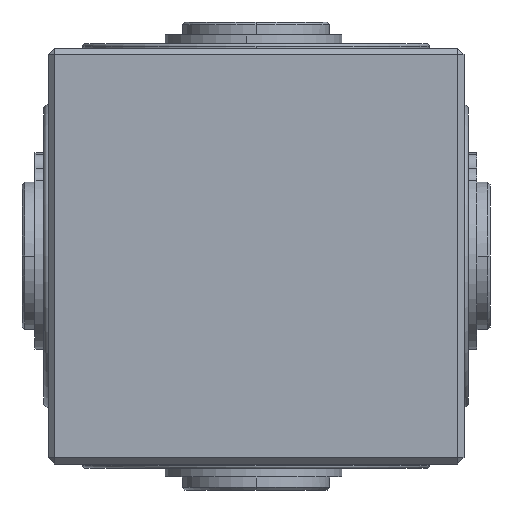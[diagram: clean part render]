
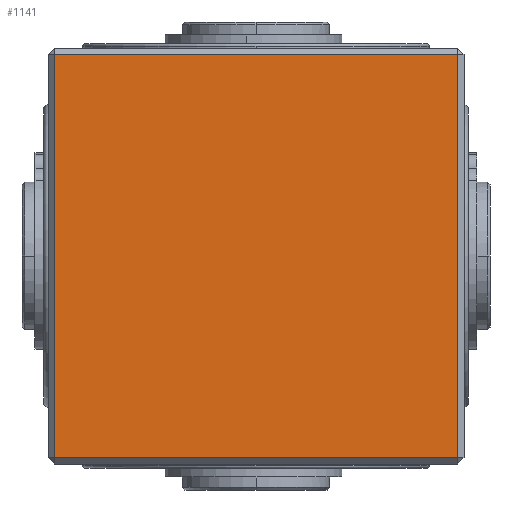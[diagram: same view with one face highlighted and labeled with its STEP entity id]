
A CAD part, front view. The second image highlights one B-rep face of the part: STEP entity #1141.
In plain terms, the highlighted planar face has unit normal (0, -1, 0).
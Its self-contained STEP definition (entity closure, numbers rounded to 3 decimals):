
#1141=ADVANCED_FACE('',(#2352),#2353,.T.);
#2352=FACE_OUTER_BOUND('',#4560,.T.);
#2353=PLANE('',#4561);
#4560=EDGE_LOOP('',(#7569,#7570,#7571,#7572));
#4561=AXIS2_PLACEMENT_3D('',#7573,#7574,#7575);
#7569=ORIENTED_EDGE('',*,*,#8859,.F.);
#7570=ORIENTED_EDGE('',*,*,#8866,.F.);
#7571=ORIENTED_EDGE('',*,*,#8864,.F.);
#7572=ORIENTED_EDGE('',*,*,#8861,.F.);
#7573=CARTESIAN_POINT('',(24.0,-54.0,0.0));
#7574=DIRECTION('',(0.0,-1.0,0.0));
#7575=DIRECTION('',(0.0,0.0,-1.0));
#8859=EDGE_CURVE('',#10418,#10433,#10464,.T.);
#8861=EDGE_CURVE('',#10433,#10423,#10466,.T.);
#8864=EDGE_CURVE('',#10423,#10414,#10469,.T.);
#8866=EDGE_CURVE('',#10414,#10418,#10471,.T.);
#10414=VERTEX_POINT('',#12378);
#10418=VERTEX_POINT('',#12384);
#10423=VERTEX_POINT('',#12392);
#10433=VERTEX_POINT('',#12408);
#10464=LINE('',#12455,#12456);
#10466=LINE('',#12458,#12459);
#10469=LINE('',#12462,#12463);
#10471=LINE('',#12465,#12466);
#12378=CARTESIAN_POINT('',(-23.3,-54.0,23.3));
#12384=CARTESIAN_POINT('',(23.3,-54.0,23.3));
#12392=CARTESIAN_POINT('',(-23.3,-54.0,-23.3));
#12408=CARTESIAN_POINT('',(23.3,-54.0,-23.3));
#12455=CARTESIAN_POINT('',(23.3,-54.0,23.3));
#12456=VECTOR('',#14168,46.6);
#12458=CARTESIAN_POINT('',(23.3,-54.0,-23.3));
#12459=VECTOR('',#14169,46.6);
#12462=CARTESIAN_POINT('',(-23.3,-54.0,-23.3));
#12463=VECTOR('',#14170,46.6);
#12465=CARTESIAN_POINT('',(-23.3,-54.0,23.3));
#12466=VECTOR('',#14171,46.6);
#14168=DIRECTION('',(0.0,0.0,-1.0));
#14169=DIRECTION('',(-1.0,0.0,0.0));
#14170=DIRECTION('',(0.0,0.0,1.0));
#14171=DIRECTION('',(1.0,0.0,0.0));
